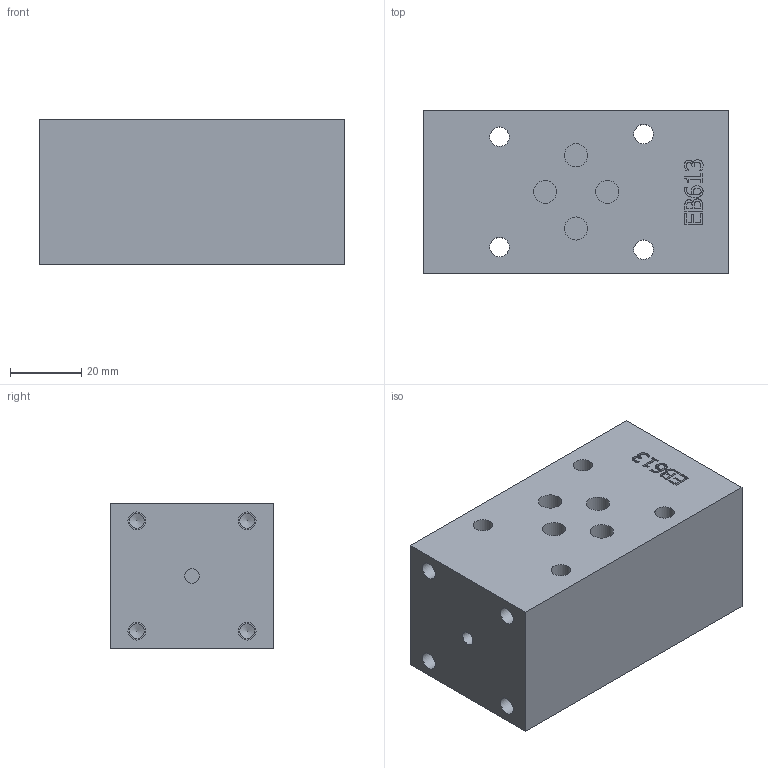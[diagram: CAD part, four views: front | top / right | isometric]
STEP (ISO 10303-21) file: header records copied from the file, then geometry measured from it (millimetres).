
FILE_DESCRIPTION(/* description */ (''),/* implementation_level */ '2;1');
FILE_NAME(/* name */ 'eb613.stp',/* time_stamp */ '2016-05-10T15:35:59+02:00',/* author */ ('Lemoine2'),/* organization */ (''),/* preprocessor_version */ 'ST-DEVELOPER v16.1',/* originating_system */ 'Autodesk Inventor 2016',/* authorisation */ '');
FILE_SCHEMA (('AUTOMOTIVE_DESIGN { 1 0 10303 214 3 1 1 }'));
Length unit declared in the file: millimetre
Products named in the file (1): eb613
Bounding box: 86 x 46 x 41 mm (x, y, z)
Volume: 154775.1 mm3; surface area: 23638.3 mm2
Topology: 1 solids, 1 shells, 155 faces, 385 edges, 257 vertices
Faces by surface type: plane 73, bspline 53, cylinder 25, cone 4
Full cylindrical faces by diameter (mm): 4 x1, 4.2 x4, 5 x4, 5.5 x4, 6.5 x8, 12 x4
Entity records: 4757 total; most frequent: CARTESIAN_POINT 1440, ORIENTED_EDGE 694, DIRECTION 497, EDGE_CURVE 347, VERTEX_POINT 248, EDGE_LOOP 217, LINE 191, VECTOR 191
